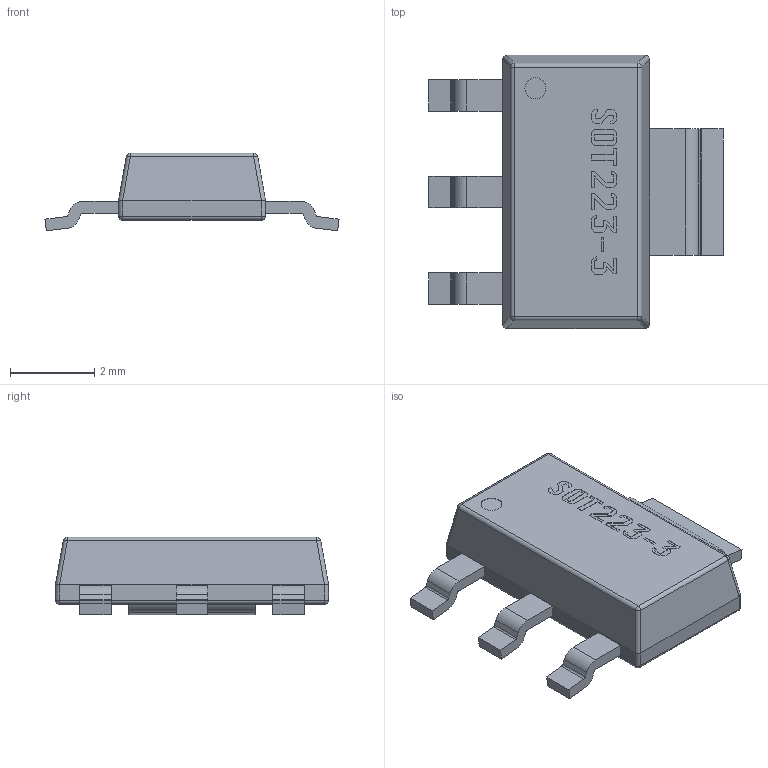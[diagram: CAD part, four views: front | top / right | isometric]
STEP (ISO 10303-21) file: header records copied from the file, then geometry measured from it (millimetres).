
FILE_DESCRIPTION(/* description */ ('model of SOT223-3_wLABEL'),/* implementation_level */ '2;1');
FILE_NAME(/* name */ 'SOT223-3_wLABEL.stp',/* time_stamp */ '2015-12-05T23:33:47',/* author */ ('Joan The Spark',''),/* organization */ (''),/* preprocessor_version */ '',/* originating_system */ '',/* authorisation */ '');
FILE_SCHEMA (('AUTOMOTIVE_DESIGN { 1 0 10303 214 3 1 1 }'));
Length unit declared in the file: millimetre
Products named in the file (1): SOT223-3
Bounding box: 7 x 6.5 x 1.85 mm (x, y, z)
Volume: 36.9 mm3; surface area: 96.1 mm2
Topology: 1 solids, 1 shells, 209 faces, 555 edges, 362 vertices
Faces by surface type: plane 168, cylinder 33, sphere 8
Full cylindrical faces by diameter (mm): 0.5 x1
Entity records: 6577 total; most frequent: CARTESIAN_POINT 1126, ORIENTED_EDGE 1108, DIRECTION 1044, EDGE_CURVE 554, LINE 484, VECTOR 484, VERTEX_POINT 362, AXIS2_PLACEMENT_3D 280
